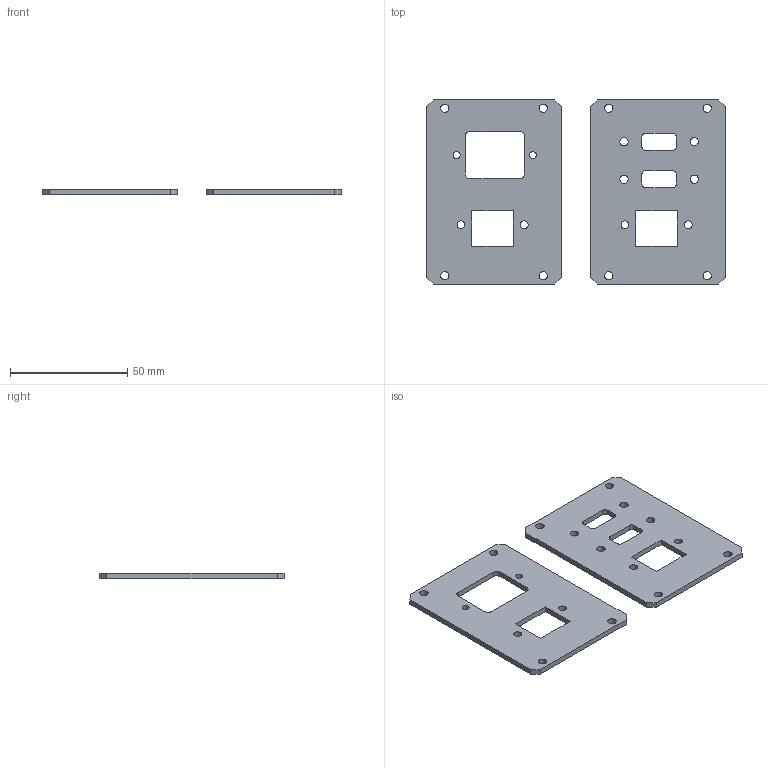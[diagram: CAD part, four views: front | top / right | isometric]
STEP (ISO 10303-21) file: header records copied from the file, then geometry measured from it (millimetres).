
FILE_DESCRIPTION(/* description */ (''),/* implementation_level */ '2;1');
FILE_NAME(/* name */ 'Side Panel V2 - RJ-45 & Dual USB.step',/* time_stamp */ '2023-10-07T07:47:41-05:00',/* author */ (''),/* organization */ (''),/* preprocessor_version */ 'ST-DEVELOPER v20',/* originating_system */ 'Autodesk Translation Framework v12.14.0.127',/* authorisation */ '');
FILE_SCHEMA (('AUTOMOTIVE_DESIGN { 1 0 10303 214 3 1 1 }'));
Length unit declared in the file: millimetre
Products named in the file (3): Side Panel - RJ-45 & Dual USB V2; 2x USB; 1x Dual USB
Assembly tree (2 placements, depth 2):
  Side Panel - RJ-45 & Dual USB V2
    2x USB
    1x Dual USB
Bounding box: 127.6 x 78.6 x 2.4 mm (x, y, z)
Volume: 18229.9 mm3; surface area: 17662.4 mm2
Topology: 2 solids, 2 shells, 70 faces, 198 edges, 132 vertices
Faces by surface type: plane 40, cylinder 30
Full cylindrical faces by diameter (mm): 3 x2, 3.35 x4, 3.6 x12
Entity records: 2459 total; most frequent: DIRECTION 408, CARTESIAN_POINT 405, ORIENTED_EDGE 396, EDGE_CURVE 198, LINE 138, VECTOR 138, AXIS2_PLACEMENT_3D 135, VERTEX_POINT 132
